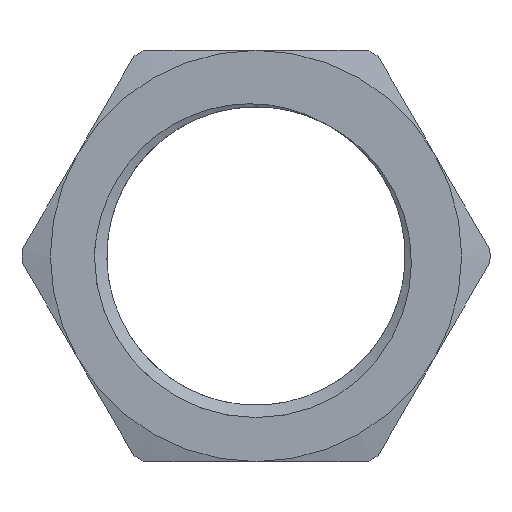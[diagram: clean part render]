
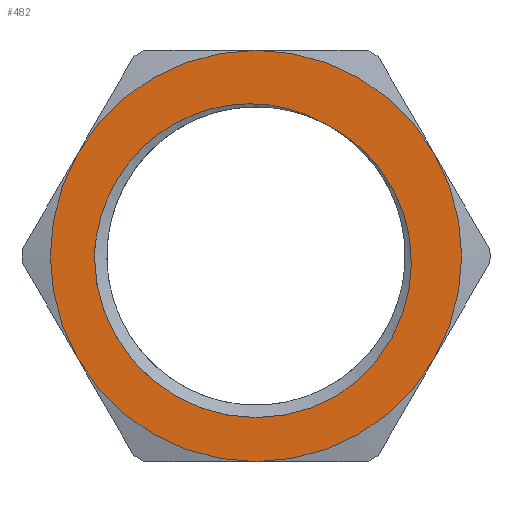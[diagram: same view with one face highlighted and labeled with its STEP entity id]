
A CAD part, left-side view. The second image highlights one B-rep face of the part: STEP entity #482.
In plain terms, the highlighted planar face has unit normal (-1, 0, 0).
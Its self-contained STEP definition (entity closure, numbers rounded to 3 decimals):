
#16=FACE_BOUND('',#182,.T.);
#84=PLANE('',#546);
#85=CIRCLE('',#492,9.215);
#88=CIRCLE('',#496,9.976);
#104=CIRCLE('',#529,12.7);
#105=CIRCLE('',#531,12.7);
#106=CIRCLE('',#533,12.7);
#107=CIRCLE('',#535,12.7);
#108=CIRCLE('',#537,12.7);
#109=CIRCLE('',#539,12.7);
#150=FACE_OUTER_BOUND('',#181,.T.);
#181=EDGE_LOOP('',(#441,#442,#443,#444,#445,#446));
#182=EDGE_LOOP('',(#447,#448,#449,#450));
#183=B_SPLINE_CURVE_WITH_KNOTS('',3,(#824,#825,#826,#827,#828,#829,#830,
#831,#832,#833,#834,#835,#836,#837,#838,#839),.UNSPECIFIED.,.F.,.F.,(4,
3,3,3,3,4),(-1.975,-1.889,-1.404,-0.927,
-0.459,0.),.UNSPECIFIED.);
#188=B_SPLINE_CURVE_WITH_KNOTS('',3,(#1169,#1170,#1171,#1172,#1173,#1174,
#1175,#1176,#1177,#1178,#1179,#1180,#1181,#1182,#1183,#1184),
 .UNSPECIFIED.,.F.,.F.,(4,3,3,3,3,4),(-1.978,-1.898,
-1.437,-0.967,-0.488,0.),
 .UNSPECIFIED.);
#191=VERTEX_POINT('',#822);
#192=VERTEX_POINT('',#823);
#195=VERTEX_POINT('',#983);
#197=VERTEX_POINT('',#1168);
#200=VERTEX_POINT('',#1240);
#209=VERTEX_POINT('',#1271);
#212=VERTEX_POINT('',#1282);
#218=VERTEX_POINT('',#1303);
#224=VERTEX_POINT('',#1324);
#233=VERTEX_POINT('',#1355);
#235=EDGE_CURVE('',#191,#192,#183,.T.);
#239=EDGE_CURVE('',#192,#195,#85,.T.);
#242=EDGE_CURVE('',#195,#197,#188,.T.);
#246=EDGE_CURVE('',#191,#197,#88,.T.);
#298=EDGE_CURVE('',#233,#218,#104,.T.);
#299=EDGE_CURVE('',#218,#212,#105,.T.);
#300=EDGE_CURVE('',#224,#209,#106,.T.);
#301=EDGE_CURVE('',#209,#233,#107,.T.);
#302=EDGE_CURVE('',#212,#200,#108,.T.);
#303=EDGE_CURVE('',#200,#224,#109,.T.);
#441=ORIENTED_EDGE('',*,*,#299,.F.);
#442=ORIENTED_EDGE('',*,*,#298,.F.);
#443=ORIENTED_EDGE('',*,*,#301,.F.);
#444=ORIENTED_EDGE('',*,*,#300,.F.);
#445=ORIENTED_EDGE('',*,*,#303,.F.);
#446=ORIENTED_EDGE('',*,*,#302,.F.);
#447=ORIENTED_EDGE('',*,*,#246,.T.);
#448=ORIENTED_EDGE('',*,*,#242,.F.);
#449=ORIENTED_EDGE('',*,*,#239,.F.);
#450=ORIENTED_EDGE('',*,*,#235,.F.);
#482=ADVANCED_FACE('',(#150,#16),#84,.T.);
#492=AXIS2_PLACEMENT_3D('',#984,#551,#552);
#496=AXIS2_PLACEMENT_3D('',#1237,#559,#560);
#529=AXIS2_PLACEMENT_3D('',#1390,#637,#638);
#531=AXIS2_PLACEMENT_3D('',#1392,#641,#642);
#533=AXIS2_PLACEMENT_3D('',#1394,#645,#646);
#535=AXIS2_PLACEMENT_3D('',#1396,#649,#650);
#537=AXIS2_PLACEMENT_3D('',#1398,#653,#654);
#539=AXIS2_PLACEMENT_3D('',#1400,#657,#658);
#546=AXIS2_PLACEMENT_3D('',#1407,#671,#672);
#551=DIRECTION('center_axis',(-1.,0.,0.));
#552=DIRECTION('ref_axis',(0.,1.,0.));
#559=DIRECTION('center_axis',(1.,0.,0.));
#560=DIRECTION('ref_axis',(0.,0.,-1.));
#637=DIRECTION('center_axis',(1.,0.,0.));
#638=DIRECTION('ref_axis',(0.,-1.,0.));
#641=DIRECTION('center_axis',(1.,0.,0.));
#642=DIRECTION('ref_axis',(0.,-1.,0.));
#645=DIRECTION('center_axis',(1.,0.,0.));
#646=DIRECTION('ref_axis',(0.,-1.,0.));
#649=DIRECTION('center_axis',(1.,0.,0.));
#650=DIRECTION('ref_axis',(0.,-1.,0.));
#653=DIRECTION('center_axis',(1.,0.,0.));
#654=DIRECTION('ref_axis',(0.,-1.,0.));
#657=DIRECTION('center_axis',(1.,0.,0.));
#658=DIRECTION('ref_axis',(0.,-1.,0.));
#671=DIRECTION('center_axis',(-1.,0.,0.));
#672=DIRECTION('ref_axis',(0.,0.,1.));
#822=CARTESIAN_POINT('',(-3.5,-4.988,-8.639));
#823=CARTESIAN_POINT('',(-3.5,-4.938,7.78));
#824=CARTESIAN_POINT('Ctrl Pts',(-3.5,-4.988,-8.64));
#825=CARTESIAN_POINT('Ctrl Pts',(-3.5,-5.231,-8.487));
#826=CARTESIAN_POINT('Ctrl Pts',(-3.5,-5.467,-8.325));
#827=CARTESIAN_POINT('Ctrl Pts',(-3.5,-5.696,-8.152));
#828=CARTESIAN_POINT('Ctrl Pts',(-3.5,-6.984,-7.179));
#829=CARTESIAN_POINT('Ctrl Pts',(-3.5,-8.033,-5.88));
#830=CARTESIAN_POINT('Ctrl Pts',(-3.5,-8.707,-4.416));
#831=CARTESIAN_POINT('Ctrl Pts',(-3.5,-9.37,-2.975));
#832=CARTESIAN_POINT('Ctrl Pts',(-3.5,-9.674,-1.368));
#833=CARTESIAN_POINT('Ctrl Pts',(-3.5,-9.578,0.212));
#834=CARTESIAN_POINT('Ctrl Pts',(-3.5,-9.483,1.763));
#835=CARTESIAN_POINT('Ctrl Pts',(-3.5,-9.002,3.296));
#836=CARTESIAN_POINT('Ctrl Pts',(-3.5,-8.185,4.619));
#837=CARTESIAN_POINT('Ctrl Pts',(-3.5,-7.384,5.916));
#838=CARTESIAN_POINT('Ctrl Pts',(-3.5,-6.262,7.013));
#839=CARTESIAN_POINT('Ctrl Pts',(-3.5,-4.938,7.78));
#983=CARTESIAN_POINT('',(-3.5,-4.269,8.166));
#984=CARTESIAN_POINT('Origin',(-3.5,0.,0.));
#1168=CARTESIAN_POINT('',(-3.5,9.976,0.));
#1169=CARTESIAN_POINT('Ctrl Pts',(-3.5,-4.269,8.167));
#1170=CARTESIAN_POINT('Ctrl Pts',(-3.5,-4.039,8.299));
#1171=CARTESIAN_POINT('Ctrl Pts',(-3.5,-3.803,8.422));
#1172=CARTESIAN_POINT('Ctrl Pts',(-3.5,-3.563,8.534));
#1173=CARTESIAN_POINT('Ctrl Pts',(-3.5,-2.175,9.18));
#1174=CARTESIAN_POINT('Ctrl Pts',(-3.5,-0.621,9.473));
#1175=CARTESIAN_POINT('Ctrl Pts',(-3.5,0.905,9.386));
#1176=CARTESIAN_POINT('Ctrl Pts',(-3.5,2.463,9.298));
#1177=CARTESIAN_POINT('Ctrl Pts',(-3.5,3.999,8.813));
#1178=CARTESIAN_POINT('Ctrl Pts',(-3.5,5.329,8.));
#1179=CARTESIAN_POINT('Ctrl Pts',(-3.5,6.684,7.171));
#1180=CARTESIAN_POINT('Ctrl Pts',(-3.5,7.832,5.996));
#1181=CARTESIAN_POINT('Ctrl Pts',(-3.5,8.635,4.623));
#1182=CARTESIAN_POINT('Ctrl Pts',(-3.5,9.452,3.226));
#1183=CARTESIAN_POINT('Ctrl Pts',(-3.5,9.916,1.625));
#1184=CARTESIAN_POINT('Ctrl Pts',(-3.5,9.976,0.));
#1237=CARTESIAN_POINT('Origin',(-3.5,0.,0.));
#1240=CARTESIAN_POINT('',(-3.5,0.,12.7));
#1271=CARTESIAN_POINT('',(-3.5,-10.999,-6.35));
#1282=CARTESIAN_POINT('',(-3.5,10.999,6.35));
#1303=CARTESIAN_POINT('',(-3.5,10.999,-6.35));
#1324=CARTESIAN_POINT('',(-3.5,-10.999,6.35));
#1355=CARTESIAN_POINT('',(-3.5,0.,-12.7));
#1390=CARTESIAN_POINT('Origin',(-3.5,0.,0.));
#1392=CARTESIAN_POINT('Origin',(-3.5,0.,0.));
#1394=CARTESIAN_POINT('Origin',(-3.5,0.,0.));
#1396=CARTESIAN_POINT('Origin',(-3.5,0.,0.));
#1398=CARTESIAN_POINT('Origin',(-3.5,0.,0.));
#1400=CARTESIAN_POINT('Origin',(-3.5,0.,0.));
#1407=CARTESIAN_POINT('Origin',(-3.5,14.45,0.));
